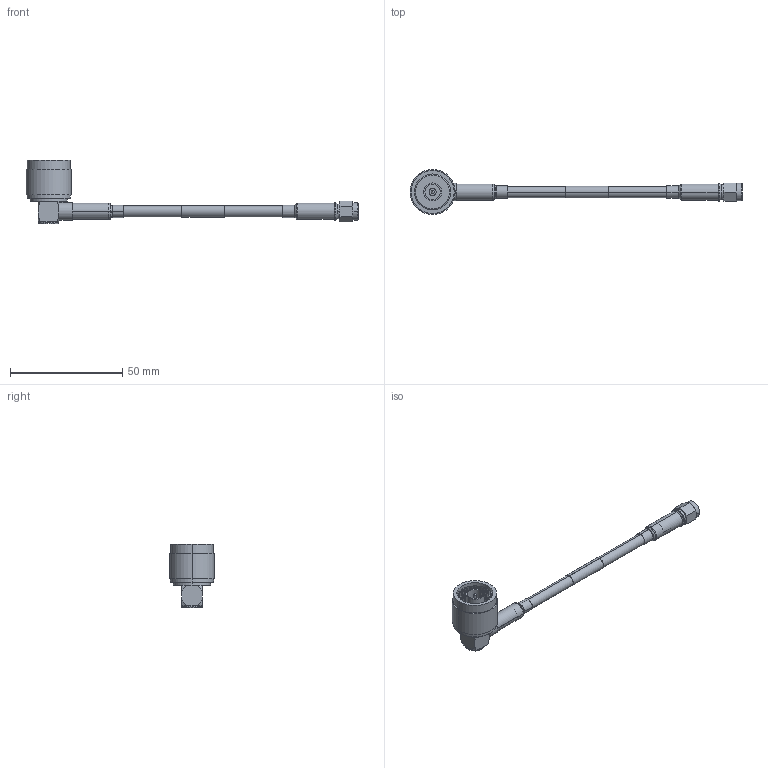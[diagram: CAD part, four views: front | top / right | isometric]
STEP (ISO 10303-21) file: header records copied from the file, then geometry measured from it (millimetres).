
FILE_DESCRIPTION (( 'STEP AP203' ), '1' );
FILE_NAME ('LCCA30695.STEP', '2020-09-24T17:08:13', ( '' ), ( '' ), 'SwSTEP 2.0', 'SolidWorks 2018', '' );
FILE_SCHEMA (( 'CONFIG_CONTROL_DESIGN' ));
Length unit declared in the file: inch
Products named in the file (12): Part3^LCCA30695; ASM-1708-MA2___; CA-195R-MA1_.195"x1"; ANM-1716-MA2; ANM-1716; ASM-1708___; LCCA30695; RG58C-PROD; ANM-1716-MA1; ASM-1708-MA1___
Assembly tree (12 placements, depth 3):
  LCCA30695
    RG58C-PROD
    Part3^LCCA30695
    ANM-1716
      ANM-1716
      ANM-1716-MA1
      ANM-1716-MA2
    CA-195R-MA1_.195"x1"  x2
    ASM-1708___
      ASM-1708___
      ASM-1708-MA2___
      ASM-1708-MA1___
Bounding box: 147.82 x 20.12 x 28.45 mm (x, y, z)
Volume: 7297.6 mm3; surface area: 10275.5 mm2
Topology: 10 solids, 10 shells, 1211 faces, 2549 edges, 1377 vertices
Faces by surface type: bspline 660, cylinder 275, cone 154, plane 85, torus 36, sphere 1
Entity records: 41368 total; most frequent: CARTESIAN_POINT 22111, ORIENTED_EDGE 5000, EDGE_CURVE 2500, DIRECTION 2312, VERTEX_POINT 1351, EDGE_LOOP 1225, FACE_OUTER_BOUND 1189, ADVANCED_FACE 1189
